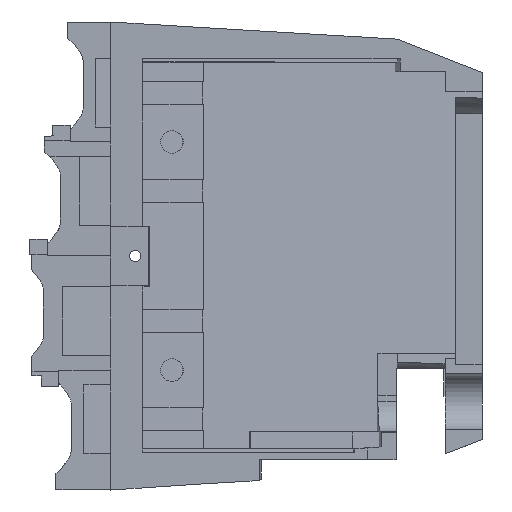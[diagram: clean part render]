
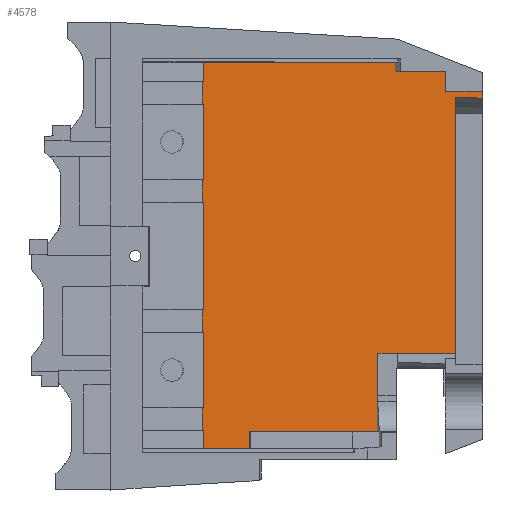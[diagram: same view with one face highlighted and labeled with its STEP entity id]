
A CAD part, top view. The second image highlights one B-rep face of the part: STEP entity #4578.
In plain terms, the highlighted planar face has unit normal (0.087, 0, 0.996).
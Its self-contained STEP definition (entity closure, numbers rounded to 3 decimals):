
#335=ELLIPSE('',#4843,137.685,12.);
#423=FACE_OUTER_BOUND('',#673,.T.);
#673=EDGE_LOOP('',(#2992,#2993,#2994,#2995,#2996,#2997,#2998,#2999,#3000,
#3001,#3002,#3003,#3004,#3005));
#935=LINE('',#6197,#1362);
#936=LINE('',#6200,#1363);
#937=LINE('',#6202,#1364);
#938=LINE('',#6204,#1365);
#939=LINE('',#6206,#1366);
#940=LINE('',#6210,#1367);
#941=LINE('',#6212,#1368);
#942=LINE('',#6214,#1369);
#943=LINE('',#6216,#1370);
#944=LINE('',#6218,#1371);
#945=LINE('',#6220,#1372);
#946=LINE('',#6222,#1373);
#947=LINE('',#6223,#1374);
#1362=VECTOR('',#5154,10.);
#1363=VECTOR('',#5157,10.);
#1364=VECTOR('',#5158,10.);
#1365=VECTOR('',#5159,10.);
#1366=VECTOR('',#5160,10.);
#1367=VECTOR('',#5163,10.);
#1368=VECTOR('',#5164,10.);
#1369=VECTOR('',#5165,10.);
#1370=VECTOR('',#5166,10.);
#1371=VECTOR('',#5167,10.);
#1372=VECTOR('',#5168,10.);
#1373=VECTOR('',#5169,10.);
#1374=VECTOR('',#5170,10.);
#1787=VERTEX_POINT('',#6191);
#1789=VERTEX_POINT('',#6195);
#1790=VERTEX_POINT('',#6199);
#1791=VERTEX_POINT('',#6201);
#1792=VERTEX_POINT('',#6203);
#1793=VERTEX_POINT('',#6205);
#1794=VERTEX_POINT('',#6207);
#1795=VERTEX_POINT('',#6209);
#1796=VERTEX_POINT('',#6211);
#1797=VERTEX_POINT('',#6213);
#1798=VERTEX_POINT('',#6215);
#1799=VERTEX_POINT('',#6217);
#1800=VERTEX_POINT('',#6219);
#1801=VERTEX_POINT('',#6221);
#2270=EDGE_CURVE('',#1787,#1789,#935,.T.);
#2271=EDGE_CURVE('',#1789,#1790,#936,.T.);
#2272=EDGE_CURVE('',#1791,#1790,#937,.T.);
#2273=EDGE_CURVE('',#1792,#1791,#938,.T.);
#2274=EDGE_CURVE('',#1793,#1792,#939,.T.);
#2275=EDGE_CURVE('',#1794,#1793,#335,.T.);
#2276=EDGE_CURVE('',#1795,#1794,#940,.T.);
#2277=EDGE_CURVE('',#1796,#1795,#941,.T.);
#2278=EDGE_CURVE('',#1797,#1796,#942,.T.);
#2279=EDGE_CURVE('',#1798,#1797,#943,.T.);
#2280=EDGE_CURVE('',#1799,#1798,#944,.T.);
#2281=EDGE_CURVE('',#1800,#1799,#945,.T.);
#2282=EDGE_CURVE('',#1801,#1800,#946,.T.);
#2283=EDGE_CURVE('',#1787,#1801,#947,.T.);
#2992=ORIENTED_EDGE('',*,*,#2270,.T.);
#2993=ORIENTED_EDGE('',*,*,#2271,.T.);
#2994=ORIENTED_EDGE('',*,*,#2272,.F.);
#2995=ORIENTED_EDGE('',*,*,#2273,.F.);
#2996=ORIENTED_EDGE('',*,*,#2274,.F.);
#2997=ORIENTED_EDGE('',*,*,#2275,.F.);
#2998=ORIENTED_EDGE('',*,*,#2276,.F.);
#2999=ORIENTED_EDGE('',*,*,#2277,.F.);
#3000=ORIENTED_EDGE('',*,*,#2278,.F.);
#3001=ORIENTED_EDGE('',*,*,#2279,.F.);
#3002=ORIENTED_EDGE('',*,*,#2280,.F.);
#3003=ORIENTED_EDGE('',*,*,#2281,.F.);
#3004=ORIENTED_EDGE('',*,*,#2282,.F.);
#3005=ORIENTED_EDGE('',*,*,#2283,.F.);
#4431=PLANE('',#4842);
#4578=ADVANCED_FACE('',(#423),#4431,.T.);
#4842=AXIS2_PLACEMENT_3D('',#6198,#5155,#5156);
#4843=AXIS2_PLACEMENT_3D('',#6208,#5161,#5162);
#5154=DIRECTION('',(0.,1.,0.));
#5155=DIRECTION('center_axis',(0.087,0.,0.996));
#5156=DIRECTION('ref_axis',(0.,1.,0.));
#5157=DIRECTION('',(0.996,0.,-0.087));
#5158=DIRECTION('',(0.,-1.,0.));
#5159=DIRECTION('',(-0.996,0.,0.087));
#5160=DIRECTION('',(0.,-1.,0.));
#5161=DIRECTION('center_axis',(0.087,0.,0.996));
#5162=DIRECTION('ref_axis',(0.996,0.,-0.087));
#5163=DIRECTION('',(0.,-1.,0.));
#5164=DIRECTION('',(0.996,0.,-0.087));
#5165=DIRECTION('',(0.,-1.,0.));
#5166=DIRECTION('',(0.996,0.,-0.087));
#5167=DIRECTION('',(0.,-1.,0.));
#5168=DIRECTION('',(0.996,0.,-0.087));
#5169=DIRECTION('',(0.,1.,0.));
#5170=DIRECTION('',(-0.996,0.,0.087));
#6191=CARTESIAN_POINT('',(44.873,-85.899,-23.326));
#6195=CARTESIAN_POINT('',(44.873,-82.899,-23.326));
#6197=CARTESIAN_POINT('',(44.873,-67.449,-23.326));
#6198=CARTESIAN_POINT('Origin',(61.016,-51.999,-24.738));
#6199=CARTESIAN_POINT('',(67.174,-82.899,-25.277));
#6200=CARTESIAN_POINT('',(57.926,-82.899,-24.467));
#6201=CARTESIAN_POINT('',(67.174,-69.099,-25.277));
#6202=CARTESIAN_POINT('',(67.174,-82.899,-25.277));
#6203=CARTESIAN_POINT('',(80.841,-69.099,-26.472));
#6204=CARTESIAN_POINT('',(67.174,-69.099,-25.277));
#6205=CARTESIAN_POINT('',(80.841,-24.233,-26.472));
#6206=CARTESIAN_POINT('',(80.841,-69.099,-26.472));
#6207=CARTESIAN_POINT('',(85.541,-24.435,-26.884));
#6208=CARTESIAN_POINT('Origin',(22.649,-35.099,-21.381));
#6209=CARTESIAN_POINT('',(85.541,-23.299,-26.884));
#6210=CARTESIAN_POINT('',(85.541,-24.435,-26.884));
#6211=CARTESIAN_POINT('',(79.148,-23.299,-26.324));
#6212=CARTESIAN_POINT('',(85.541,-23.299,-26.884));
#6213=CARTESIAN_POINT('',(79.148,-19.799,-26.324));
#6214=CARTESIAN_POINT('',(79.148,-23.299,-26.324));
#6215=CARTESIAN_POINT('',(70.359,-19.799,-25.555));
#6216=CARTESIAN_POINT('',(79.148,-19.799,-26.324));
#6217=CARTESIAN_POINT('',(70.359,-18.099,-25.555));
#6218=CARTESIAN_POINT('',(70.359,-19.799,-25.555));
#6219=CARTESIAN_POINT('',(36.491,-18.099,-22.592));
#6220=CARTESIAN_POINT('',(70.359,-18.099,-25.555));
#6221=CARTESIAN_POINT('',(36.491,-85.899,-22.592));
#6222=CARTESIAN_POINT('',(36.491,-18.099,-22.592));
#6223=CARTESIAN_POINT('',(36.491,-85.899,-22.592));
